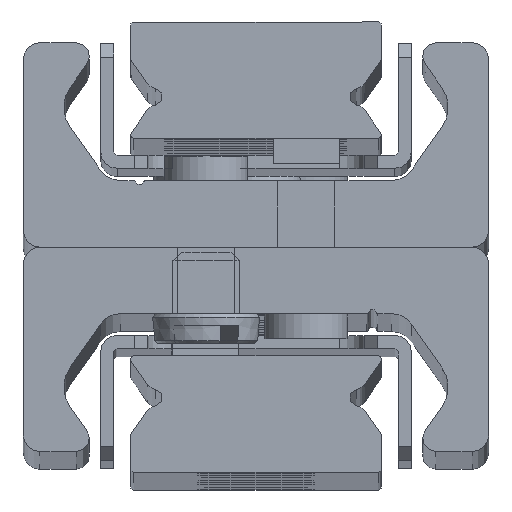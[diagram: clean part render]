
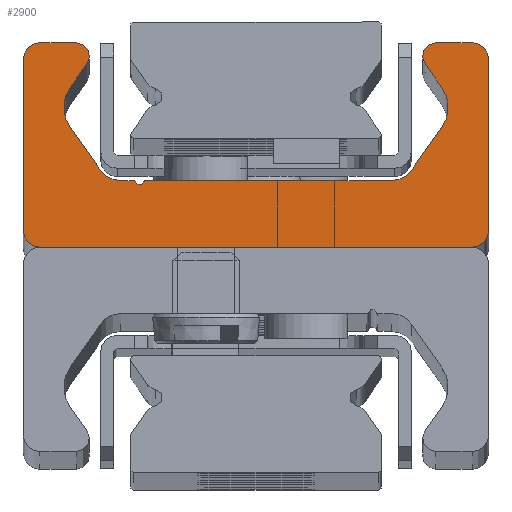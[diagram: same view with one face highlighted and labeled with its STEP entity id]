
A CAD part, top view. The second image highlights one B-rep face of the part: STEP entity #2900.
In plain terms, the highlighted planar face has unit normal (0, 0, 1).
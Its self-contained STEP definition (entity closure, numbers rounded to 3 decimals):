
#1958=CARTESIAN_POINT('',(7.0,0.0,610.0));
#1959=VERTEX_POINT('',#1958);
#1960=CARTESIAN_POINT('',(6.,1.0,610.0));
#1961=VERTEX_POINT('',#1960);
#1962=CARTESIAN_POINT('',(7.0,1.0,610.0));
#1963=DIRECTION('',(0.0,0.0,-1.0));
#1964=DIRECTION('',(-1.0,0.0,0.0));
#1965=AXIS2_PLACEMENT_3D('',#1962,#1963,#1964);
#1966=CIRCLE('',#1965,1.0);
#1967=EDGE_CURVE('',#1959,#1961,#1966,.T.);
#2000=CARTESIAN_POINT('',(6.,11.3,610.0));
#2001=VERTEX_POINT('',#2000);
#2002=CARTESIAN_POINT('',(6.,1.0,610.0));
#2003=DIRECTION('',(0.0,1.0,0.0));
#2004=VECTOR('',#2003,10.3);
#2005=LINE('',#2002,#2004);
#2006=EDGE_CURVE('',#1961,#2001,#2005,.T.);
#2031=CARTESIAN_POINT('',(7.0,12.3,610.0));
#2032=VERTEX_POINT('',#2031);
#2033=CARTESIAN_POINT('',(7.,11.3,610.0));
#2034=DIRECTION('',(0.0,0.0,-1.0));
#2035=DIRECTION('',(0.0,1.0,0.0));
#2036=AXIS2_PLACEMENT_3D('',#2033,#2034,#2035);
#2037=CIRCLE('',#2036,1.0);
#2038=EDGE_CURVE('',#2001,#2032,#2037,.T.);
#2064=CARTESIAN_POINT('',(9.17,12.3,610.0));
#2065=VERTEX_POINT('',#2064);
#2066=CARTESIAN_POINT('',(7.0,12.3,610.0));
#2067=DIRECTION('',(1.0,0.0,0.0));
#2068=VECTOR('',#2067,2.17);
#2069=LINE('',#2066,#2068);
#2070=EDGE_CURVE('',#2032,#2065,#2069,.T.);
#2095=CARTESIAN_POINT('',(9.826,11.041,610.0));
#2096=VERTEX_POINT('',#2095);
#2097=CARTESIAN_POINT('',(9.17,11.5,610.0));
#2098=DIRECTION('',(0.0,0.0,-1.));
#2099=DIRECTION('',(0.819,-0.574,0.0));
#2100=AXIS2_PLACEMENT_3D('',#2097,#2098,#2099);
#2101=CIRCLE('',#2100,0.8);
#2102=EDGE_CURVE('',#2065,#2096,#2101,.T.);
#2128=CARTESIAN_POINT('',(8.794,9.567,610.0));
#2129=VERTEX_POINT('',#2128);
#2130=CARTESIAN_POINT('',(9.826,11.041,610.0));
#2131=DIRECTION('',(-0.574,-0.819,0.0));
#2132=VECTOR('',#2131,1.799);
#2133=LINE('',#2130,#2132);
#2134=EDGE_CURVE('',#2096,#2129,#2133,.T.);
#2159=CARTESIAN_POINT('',(8.794,7.273,610.0));
#2160=VERTEX_POINT('',#2159);
#2161=CARTESIAN_POINT('',(10.432,8.42,610.0));
#2162=DIRECTION('',(0.0,0.0,1.0));
#2163=DIRECTION('',(0.819,-0.574,0.0));
#2164=AXIS2_PLACEMENT_3D('',#2161,#2162,#2163);
#2165=CIRCLE('',#2164,2.0);
#2166=EDGE_CURVE('',#2129,#2160,#2165,.T.);
#2192=CARTESIAN_POINT('',(10.637,4.64,610.0));
#2193=VERTEX_POINT('',#2192);
#2194=CARTESIAN_POINT('',(8.794,7.273,610.0));
#2195=DIRECTION('',(0.574,-0.819,0.0));
#2196=VECTOR('',#2195,3.215);
#2197=LINE('',#2194,#2196);
#2198=EDGE_CURVE('',#2160,#2193,#2197,.T.);
#2223=CARTESIAN_POINT('',(11.866,4.,610.0));
#2224=VERTEX_POINT('',#2223);
#2225=CARTESIAN_POINT('',(11.866,5.5,610.0));
#2226=DIRECTION('',(0.0,0.0,1.0));
#2227=DIRECTION('',(0.819,0.574,0.0));
#2228=AXIS2_PLACEMENT_3D('',#2225,#2226,#2227);
#2229=CIRCLE('',#2228,1.5);
#2230=EDGE_CURVE('',#2193,#2224,#2229,.T.);
#2256=CARTESIAN_POINT('',(12.665,4.,610.0));
#2257=VERTEX_POINT('',#2256);
#2258=CARTESIAN_POINT('',(11.866,4.,610.0));
#2259=DIRECTION('',(1.0,0.0,0.0));
#2260=VECTOR('',#2259,0.798);
#2261=LINE('',#2258,#2260);
#2262=EDGE_CURVE('',#2224,#2257,#2261,.T.);
#2287=CARTESIAN_POINT('',(12.76,3.929,610.0));
#2288=VERTEX_POINT('',#2287);
#2289=CARTESIAN_POINT('',(12.665,3.9,610.0));
#2290=DIRECTION('',(0.0,0.0,-1.0));
#2291=DIRECTION('',(0.958,0.286,0.0));
#2292=AXIS2_PLACEMENT_3D('',#2289,#2290,#2291);
#2293=CIRCLE('',#2292,0.1);
#2294=EDGE_CURVE('',#2257,#2288,#2293,.T.);
#2320=CARTESIAN_POINT('',(13.24,3.929,610.0));
#2321=VERTEX_POINT('',#2320);
#2322=CARTESIAN_POINT('',(13.,4.0,610.0));
#2323=DIRECTION('',(0.0,0.0,1.));
#2324=DIRECTION('',(0.958,0.286,0.0));
#2325=AXIS2_PLACEMENT_3D('',#2322,#2323,#2324);
#2326=CIRCLE('',#2325,0.25);
#2327=EDGE_CURVE('',#2288,#2321,#2326,.T.);
#2353=CARTESIAN_POINT('',(13.335,4.0,610.0));
#2354=VERTEX_POINT('',#2353);
#2355=CARTESIAN_POINT('',(13.335,3.9,610.0));
#2356=DIRECTION('',(0.0,0.0,-1.0));
#2357=DIRECTION('',(0.0,1.0,0.0));
#2358=AXIS2_PLACEMENT_3D('',#2355,#2356,#2357);
#2359=CIRCLE('',#2358,0.1);
#2360=EDGE_CURVE('',#2321,#2354,#2359,.T.);
#2386=CARTESIAN_POINT('',(28.134,4.0,610.0));
#2387=VERTEX_POINT('',#2386);
#2388=CARTESIAN_POINT('',(13.335,4.0,610.0));
#2389=DIRECTION('',(1.0,0.0,0.0));
#2390=VECTOR('',#2389,14.798);
#2391=LINE('',#2388,#2390);
#2392=EDGE_CURVE('',#2354,#2387,#2391,.T.);
#2474=CARTESIAN_POINT('',(29.363,4.64,610.0));
#2475=VERTEX_POINT('',#2474);
#2476=CARTESIAN_POINT('',(28.134,5.5,610.0));
#2477=DIRECTION('',(0.0,0.0,1.0));
#2478=DIRECTION('',(0.0,1.0,0.0));
#2479=AXIS2_PLACEMENT_3D('',#2476,#2477,#2478);
#2480=CIRCLE('',#2479,1.5);
#2481=EDGE_CURVE('',#2387,#2475,#2480,.T.);
#2507=CARTESIAN_POINT('',(31.206,7.273,610.0));
#2508=VERTEX_POINT('',#2507);
#2509=CARTESIAN_POINT('',(29.363,4.64,610.0));
#2510=DIRECTION('',(0.574,0.819,0.0));
#2511=VECTOR('',#2510,3.215);
#2512=LINE('',#2509,#2511);
#2513=EDGE_CURVE('',#2475,#2508,#2512,.T.);
#2538=CARTESIAN_POINT('',(31.206,9.567,610.0));
#2539=VERTEX_POINT('',#2538);
#2540=CARTESIAN_POINT('',(29.568,8.42,610.0));
#2541=DIRECTION('',(0.0,0.0,1.));
#2542=DIRECTION('',(-0.819,0.574,0.0));
#2543=AXIS2_PLACEMENT_3D('',#2540,#2541,#2542);
#2544=CIRCLE('',#2543,2.0);
#2545=EDGE_CURVE('',#2508,#2539,#2544,.T.);
#2571=CARTESIAN_POINT('',(30.174,11.041,610.0));
#2572=VERTEX_POINT('',#2571);
#2573=CARTESIAN_POINT('',(31.206,9.567,610.0));
#2574=DIRECTION('',(-0.574,0.819,0.0));
#2575=VECTOR('',#2574,1.799);
#2576=LINE('',#2573,#2575);
#2577=EDGE_CURVE('',#2539,#2572,#2576,.T.);
#2602=CARTESIAN_POINT('',(30.83,12.3,610.0));
#2603=VERTEX_POINT('',#2602);
#2604=CARTESIAN_POINT('',(30.83,11.5,610.0));
#2605=DIRECTION('',(0.0,0.0,-1.0));
#2606=DIRECTION('',(0.0,1.0,0.0));
#2607=AXIS2_PLACEMENT_3D('',#2604,#2605,#2606);
#2608=CIRCLE('',#2607,0.8);
#2609=EDGE_CURVE('',#2572,#2603,#2608,.T.);
#2635=CARTESIAN_POINT('',(33.0,12.3,610.0));
#2636=VERTEX_POINT('',#2635);
#2637=CARTESIAN_POINT('',(30.83,12.3,610.0));
#2638=DIRECTION('',(1.0,0.0,0.0));
#2639=VECTOR('',#2638,2.17);
#2640=LINE('',#2637,#2639);
#2641=EDGE_CURVE('',#2603,#2636,#2640,.T.);
#2666=CARTESIAN_POINT('',(34.0,11.3,610.0));
#2667=VERTEX_POINT('',#2666);
#2668=CARTESIAN_POINT('',(33.0,11.3,610.0));
#2669=DIRECTION('',(0.0,0.0,-1.0));
#2670=DIRECTION('',(1.0,0.0,0.0));
#2671=AXIS2_PLACEMENT_3D('',#2668,#2669,#2670);
#2672=CIRCLE('',#2671,1.0);
#2673=EDGE_CURVE('',#2636,#2667,#2672,.T.);
#2699=CARTESIAN_POINT('',(34.0,1.0,610.0));
#2700=VERTEX_POINT('',#2699);
#2701=CARTESIAN_POINT('',(34.0,11.3,610.0));
#2702=DIRECTION('',(0.0,-1.0,0.0));
#2703=VECTOR('',#2702,10.3);
#2704=LINE('',#2701,#2703);
#2705=EDGE_CURVE('',#2667,#2700,#2704,.T.);
#2730=CARTESIAN_POINT('',(33.0,0.0,610.0));
#2731=VERTEX_POINT('',#2730);
#2732=CARTESIAN_POINT('',(33.0,1.0,610.0));
#2733=DIRECTION('',(0.0,0.0,-1.0));
#2734=DIRECTION('',(0.0,-1.0,0.0));
#2735=AXIS2_PLACEMENT_3D('',#2732,#2733,#2734);
#2736=CIRCLE('',#2735,1.0);
#2737=EDGE_CURVE('',#2700,#2731,#2736,.T.);
#2763=CARTESIAN_POINT('',(33.0,0.0,610.0));
#2764=DIRECTION('',(-1.0,0.0,0.0));
#2765=VECTOR('',#2764,26.0);
#2766=LINE('',#2763,#2765);
#2767=EDGE_CURVE('',#2731,#1959,#2766,.T.);
#2869=CARTESIAN_POINT('',(19.983,4.783,610.0));
#2870=DIRECTION('',(0.0,0.0,1.0));
#2871=DIRECTION('',(1.0,0.0,0.0));
#2872=AXIS2_PLACEMENT_3D('',#2869,#2870,#2871);
#2873=PLANE('',#2872);
#2874=ORIENTED_EDGE('',*,*,#1967,.F.);
#2875=ORIENTED_EDGE('',*,*,#2767,.F.);
#2876=ORIENTED_EDGE('',*,*,#2737,.F.);
#2877=ORIENTED_EDGE('',*,*,#2705,.F.);
#2878=ORIENTED_EDGE('',*,*,#2673,.F.);
#2879=ORIENTED_EDGE('',*,*,#2641,.F.);
#2880=ORIENTED_EDGE('',*,*,#2609,.F.);
#2881=ORIENTED_EDGE('',*,*,#2577,.F.);
#2882=ORIENTED_EDGE('',*,*,#2545,.F.);
#2883=ORIENTED_EDGE('',*,*,#2513,.F.);
#2884=ORIENTED_EDGE('',*,*,#2481,.F.);
#2885=ORIENTED_EDGE('',*,*,#2392,.F.);
#2886=ORIENTED_EDGE('',*,*,#2360,.F.);
#2887=ORIENTED_EDGE('',*,*,#2327,.F.);
#2888=ORIENTED_EDGE('',*,*,#2294,.F.);
#2889=ORIENTED_EDGE('',*,*,#2262,.F.);
#2890=ORIENTED_EDGE('',*,*,#2230,.F.);
#2891=ORIENTED_EDGE('',*,*,#2198,.F.);
#2892=ORIENTED_EDGE('',*,*,#2166,.F.);
#2893=ORIENTED_EDGE('',*,*,#2134,.F.);
#2894=ORIENTED_EDGE('',*,*,#2102,.F.);
#2895=ORIENTED_EDGE('',*,*,#2070,.F.);
#2896=ORIENTED_EDGE('',*,*,#2038,.F.);
#2897=ORIENTED_EDGE('',*,*,#2006,.F.);
#2898=EDGE_LOOP('',(#2874,#2875,#2876,#2877,#2878,#2879,#2880,#2881,#2882,#2883,#2884,#2885,#2886,#2887,#2888,#2889,#2890,#2891,#2892,#2893,#2894,#2895,#2896,#2897));
#2899=FACE_OUTER_BOUND('',#2898,.T.);
#2900=ADVANCED_FACE('',(#2899),#2873,.T.);
